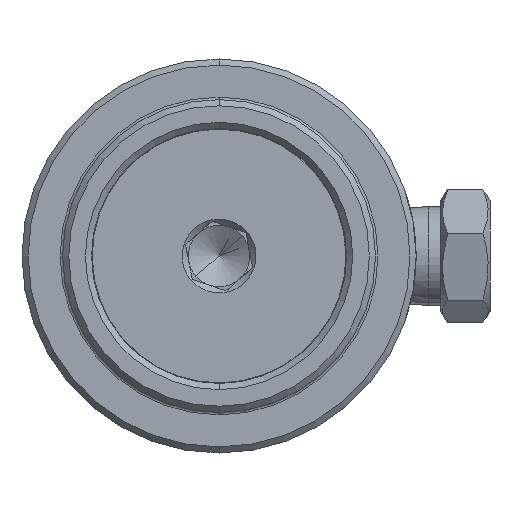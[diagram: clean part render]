
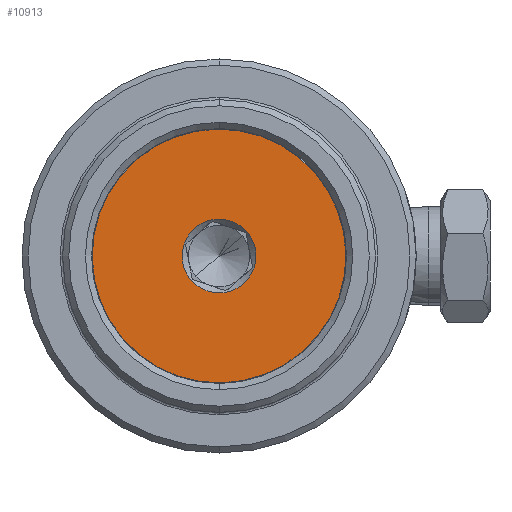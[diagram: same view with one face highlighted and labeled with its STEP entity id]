
A CAD part, front view. The second image highlights one B-rep face of the part: STEP entity #10913.
In plain terms, the highlighted planar face has unit normal (0, -1, 0).
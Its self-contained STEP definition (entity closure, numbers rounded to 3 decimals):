
#101 = ORIENTED_EDGE ( 'NONE', *, *, #2673, .T. ) ;
#140 = CARTESIAN_POINT ( 'NONE',  ( 0., 0., 0. ) ) ;
#618 = AXIS2_PLACEMENT_3D ( 'NONE', #10243, #8092, #10016 ) ;
#680 = FACE_OUTER_BOUND ( 'NONE', #7739, .T. ) ;
#795 = DIRECTION ( 'NONE',  ( 0., 1., 0. ) ) ;
#904 = CARTESIAN_POINT ( 'NONE',  ( 0., 0., 0. ) ) ;
#1124 = ORIENTED_EDGE ( 'NONE', *, *, #4903, .T. ) ;
#1308 = AXIS2_PLACEMENT_3D ( 'NONE', #2360, #2286, #6092 ) ;
#1318 = EDGE_CURVE ( 'NONE', #2350, #3374, #2950, .T. ) ;
#1583 = DIRECTION ( 'NONE',  ( 0., 0., 1. ) ) ;
#2226 = CARTESIAN_POINT ( 'NONE',  ( 0., 0., 0. ) ) ;
#2286 = DIRECTION ( 'NONE',  ( 0., 1., 0. ) ) ;
#2350 = VERTEX_POINT ( 'NONE', #12676 ) ;
#2360 = CARTESIAN_POINT ( 'NONE',  ( 0., 0., 0. ) ) ;
#2578 = DIRECTION ( 'NONE',  ( 0., -1., 0. ) ) ;
#2673 = EDGE_CURVE ( 'NONE', #9069, #9413, #4867, .T. ) ;
#2950 = CIRCLE ( 'NONE', #1308, 6. ) ;
#3374 = VERTEX_POINT ( 'NONE', #6176 ) ;
#3454 = CARTESIAN_POINT ( 'NONE',  ( 0., 0., 20.6 ) ) ;
#3456 = DIRECTION ( 'NONE',  ( 0., 0., 1. ) ) ;
#4445 = ORIENTED_EDGE ( 'NONE', *, *, #1318, .T. ) ;
#4696 = DIRECTION ( 'NONE',  ( 0., -1., 0. ) ) ;
#4853 = EDGE_CURVE ( 'NONE', #3374, #2350, #7662, .T. ) ;
#4867 = CIRCLE ( 'NONE', #12334, 20.6 ) ;
#4903 = EDGE_CURVE ( 'NONE', #9413, #9069, #7788, .T. ) ;
#5284 = AXIS2_PLACEMENT_3D ( 'NONE', #904, #4696, #3456 ) ;
#5432 = PLANE ( 'NONE',  #618 ) ;
#5558 = AXIS2_PLACEMENT_3D ( 'NONE', #2226, #795, #10032 ) ;
#6092 = DIRECTION ( 'NONE',  ( 0., 0., 1. ) ) ;
#6176 = CARTESIAN_POINT ( 'NONE',  ( 0., 0., 6. ) ) ;
#7662 = CIRCLE ( 'NONE', #5558, 6. ) ;
#7739 = EDGE_LOOP ( 'NONE', ( #1124, #101 ) ) ;
#7788 = CIRCLE ( 'NONE', #5284, 20.6 ) ;
#7860 = EDGE_LOOP ( 'NONE', ( #4445, #11141 ) ) ;
#8092 = DIRECTION ( 'NONE',  ( 0., 1., 0. ) ) ;
#8714 = FACE_BOUND ( 'NONE', #7860, .T. ) ;
#9069 = VERTEX_POINT ( 'NONE', #12036 ) ;
#9413 = VERTEX_POINT ( 'NONE', #3454 ) ;
#10016 = DIRECTION ( 'NONE',  ( 0., 0., 1. ) ) ;
#10032 = DIRECTION ( 'NONE',  ( 0., 0., 1. ) ) ;
#10243 = CARTESIAN_POINT ( 'NONE',  ( 0., 0., 0. ) ) ;
#10913 = ADVANCED_FACE ( 'NONE', ( #8714, #680 ), #5432, .F. ) ;
#11141 = ORIENTED_EDGE ( 'NONE', *, *, #4853, .T. ) ;
#12036 = CARTESIAN_POINT ( 'NONE',  ( 0., 0., -20.6 ) ) ;
#12334 = AXIS2_PLACEMENT_3D ( 'NONE', #140, #2578, #1583 ) ;
#12676 = CARTESIAN_POINT ( 'NONE',  ( 0., 0., -6. ) ) ;
